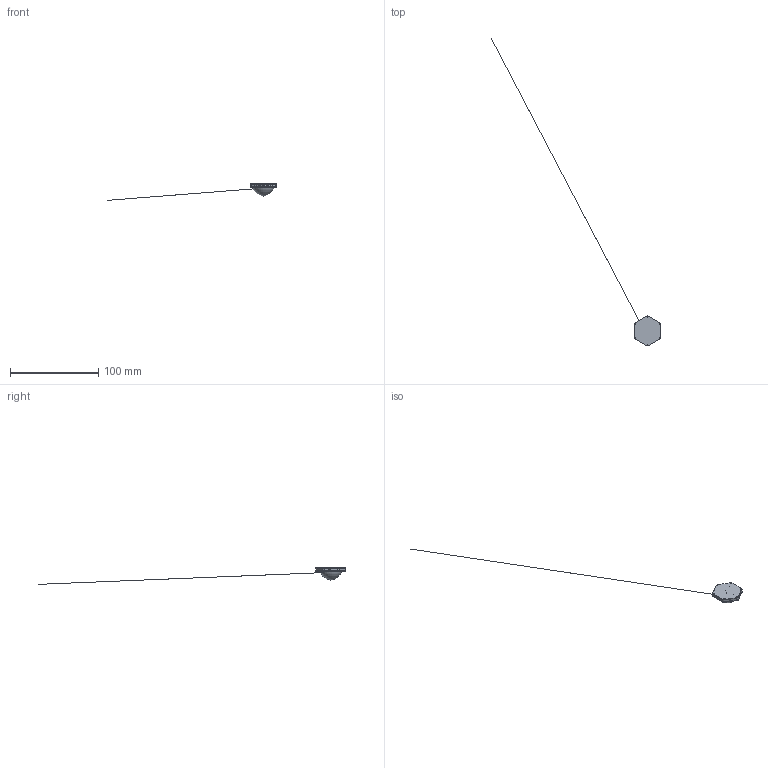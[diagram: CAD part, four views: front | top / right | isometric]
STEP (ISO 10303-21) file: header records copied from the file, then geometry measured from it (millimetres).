
FILE_DESCRIPTION(('STEP AP203'), '1');
FILE_NAME('Ïàéåòêà â ñáîðå', '', ('UNSPECIFIED'), ('UNSPECIFIED'), 'ASCON STEP Converter 1.6', 'ASCON Math Kernel', '');
FILE_SCHEMA(('CONFIG_CONTROL_DESIGN'));
Length unit declared in the file: millimetre
Products named in the file (46): PCB; Board; R8; Резистор_переменный_SMD; C2; 788200168; Extruded; C1; C3; 788200032; C4; DD1; 390085456; DD2; R1; 788199896; R2; 788199760; R3; R4; User_Library-CR2012-0805; 788194048; R5; R6; R7; 788193640; R9; R10; Free-Models; Шаговый_двигатель
Assembly tree (56 placements, depth 5):
  (unnamed)
    (unnamed)
    (unnamed)
    PCB
      Board
      R8
        Резистор_переменный_SMD
      C2
        788200168
          Extruded
      C1
        788200168
          Extruded
      C3
        788200032
          Extruded
      C4
        788200168
          Extruded
      DD1
        390085456
          Extruded
      DD2
        390085456
          Extruded
      R1
        788199896
          Extruded
      R2
        788199760
          Extruded
      R3
        788199760
          Extruded
      R4
        User_Library-CR2012-0805
        788194048
          Extruded
      R5
        788199896
          Extruded
      R6
        788199896
          Extruded
      R7
        User_Library-CR2012-0805
        788193640
          Extruded
      R9
        788199896
          Extruded
      R10
        788199896
          Extruded
      Free-Models
        Шаговый_двигатель
    (unnamed)
    (unnamed)
      (unnamed)  x2
    (unnamed)
Bounding box: 191.57 x 348.12 x 18.9 mm (x, y, z)
Volume: 3614.8 mm3; surface area: 12317.5 mm2
Topology: 38 solids, 38 shells, 549 faces, 1354 edges, 892 vertices
Faces by surface type: plane 365, cylinder 138, bspline 37, sphere 4, cone 3, torus 2
Full cylindrical faces by diameter (mm): 0.5 x4, 0.6 x1, 0.7 x19, 0.8 x1, 2 x3, 4 x1, 4.5 x2, 4.6 x1, 21.198 x1, 25 x1, 25.214 x1, 29.4 x1
Entity records: 20678 total; most frequent: CARTESIAN_POINT 5490, ORIENTED_EDGE 2124, DIRECTION 2070, EDGE_CURVE 1062, VERTEX_POINT 721, AXIS2_PLACEMENT_3D 700, LINE 670, VECTOR 670
